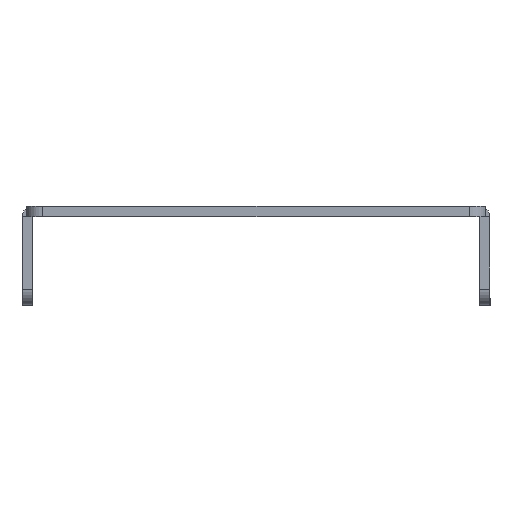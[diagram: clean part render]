
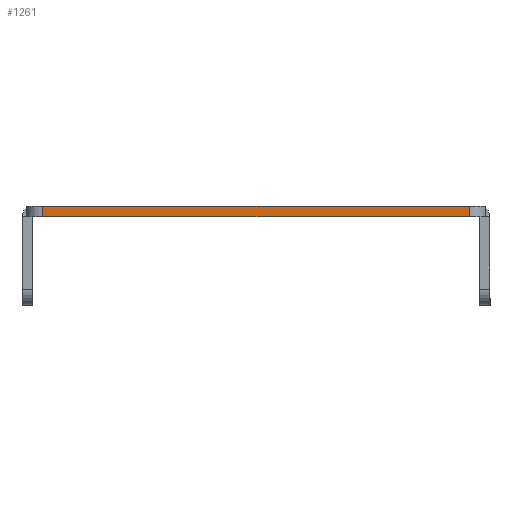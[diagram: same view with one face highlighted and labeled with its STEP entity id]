
A CAD part, left-side view. The second image highlights one B-rep face of the part: STEP entity #1261.
In plain terms, the highlighted planar face has unit normal (-1, 0, 0).
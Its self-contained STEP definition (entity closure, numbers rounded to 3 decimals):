
#7 = VERTEX_POINT ( 'NONE', #1256 ) ;
#10 = VERTEX_POINT ( 'NONE', #1654 ) ;
#101 = CARTESIAN_POINT ( 'NONE',  ( -1012.5, 51.5, 0. ) ) ;
#175 = CARTESIAN_POINT ( 'NONE',  ( -1012.5, -51.5, 0. ) ) ;
#293 = DIRECTION ( 'NONE',  ( 0., 0., 1. ) ) ;
#294 = CARTESIAN_POINT ( 'NONE',  ( -1012.5, -51.5, 2.5 ) ) ;
#314 = DIRECTION ( 'NONE',  ( 0., 0., -1. ) ) ;
#319 = CARTESIAN_POINT ( 'NONE',  ( -1012.5, 51.5, 2.5 ) ) ;
#339 = CARTESIAN_POINT ( 'NONE',  ( -1012.5, 55.5, 2.5 ) ) ;
#340 = PLANE ( 'NONE',  #601 ) ;
#350 = DIRECTION ( 'NONE',  ( 1., 0., 0. ) ) ;
#352 = DIRECTION ( 'NONE',  ( 0., 0., -1. ) ) ;
#367 = EDGE_CURVE ( 'NONE', #1436, #1430, #1373, .T. ) ;
#439 = EDGE_CURVE ( 'NONE', #10, #7, #754, .T. ) ;
#449 = EDGE_CURVE ( 'NONE', #10, #1436, #1151, .T. ) ;
#455 = EDGE_CURVE ( 'NONE', #1430, #7, #1162, .T. ) ;
#601 = AXIS2_PLACEMENT_3D ( 'NONE', #339, #350, #352 ) ;
#754 = LINE ( 'NONE', #1078, #765 ) ;
#765 = VECTOR ( 'NONE', #1077, 1000. ) ;
#820 = EDGE_LOOP ( 'NONE', ( #1643, #1644, #1518, #1519 ) ) ;
#829 = FACE_OUTER_BOUND ( 'NONE', #820, .T. ) ;
#1077 = DIRECTION ( 'NONE',  ( 0., -1., 0. ) ) ;
#1078 = CARTESIAN_POINT ( 'NONE',  ( -1012.5, 55.5, 2.5 ) ) ;
#1151 = LINE ( 'NONE', #319, #1152 ) ;
#1152 = VECTOR ( 'NONE', #314, 1000. ) ;
#1162 = LINE ( 'NONE', #294, #1163 ) ;
#1163 = VECTOR ( 'NONE', #293, 1000. ) ;
#1256 = CARTESIAN_POINT ( 'NONE',  ( -1012.5, -51.5, 2.5 ) ) ;
#1261 = ADVANCED_FACE ( 'NONE', ( #829 ), #340, .F. ) ;
#1371 = VECTOR ( 'NONE', #1528, 1000. ) ;
#1373 = LINE ( 'NONE', #1529, #1371 ) ;
#1430 = VERTEX_POINT ( 'NONE', #175 ) ;
#1436 = VERTEX_POINT ( 'NONE', #101 ) ;
#1518 = ORIENTED_EDGE ( 'NONE', *, *, #367, .T. ) ;
#1519 = ORIENTED_EDGE ( 'NONE', *, *, #455, .T. ) ;
#1528 = DIRECTION ( 'NONE',  ( 0., -1., 0. ) ) ;
#1529 = CARTESIAN_POINT ( 'NONE',  ( -1012.5, 55.5, 0. ) ) ;
#1643 = ORIENTED_EDGE ( 'NONE', *, *, #439, .F. ) ;
#1644 = ORIENTED_EDGE ( 'NONE', *, *, #449, .T. ) ;
#1654 = CARTESIAN_POINT ( 'NONE',  ( -1012.5, 51.5, 2.5 ) ) ;
